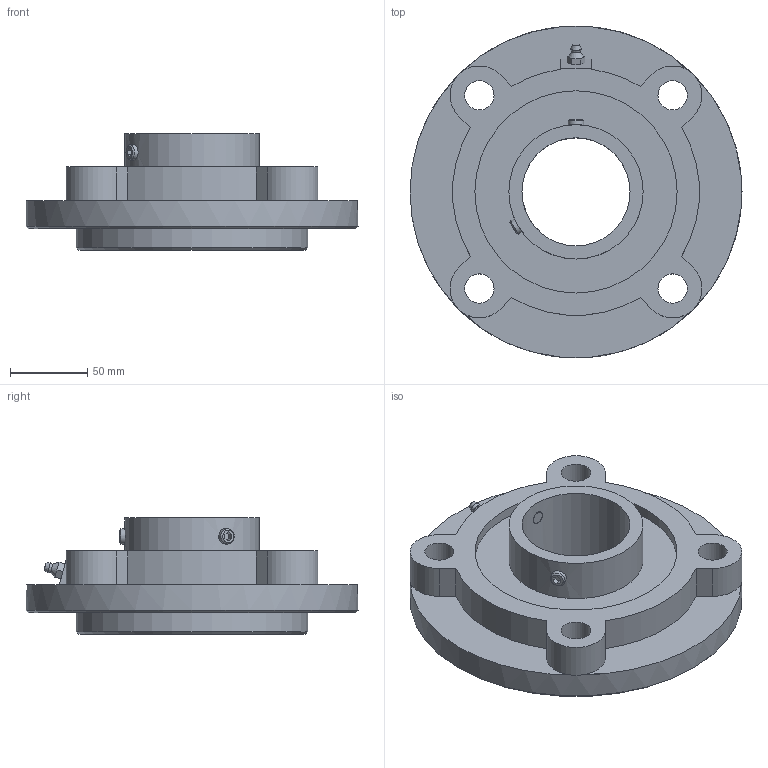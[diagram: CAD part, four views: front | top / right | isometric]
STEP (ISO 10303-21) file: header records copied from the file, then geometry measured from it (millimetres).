
FILE_DESCRIPTION( ( 'STEP AP203' ), '1' );
FILE_NAME( 'UCFC214D1(70,D1).stp', '2019-08-08T08:33:20', ( '' ), ( '' ), ' ', 'PARTsolutions', ' ' );
FILE_SCHEMA( ( 'CONFIG_CONTROL_DESIGN' ) );
Length unit declared in the file: millimetre
Products named in the file (3): UCFC214D1(70,D1); _UCFC214D1UCFC Housing; _GA-PF1/8GNUCFC
Assembly tree (2 placements, depth 2):
  UCFC214D1(70,D1)
    _UCFC214D1UCFC Housing
    _GA-PF1/8GNUCFC
Bounding box: 215 x 215 x 75.4 mm (x, y, z)
Volume: 1057008.1 mm3; surface area: 142022.8 mm2
Topology: 2 solids, 2 shells, 87 faces, 203 edges, 131 vertices
Faces by surface type: plane 54, cylinder 24, cone 9
Full cylindrical faces by diameter (mm): 8.466 x2, 10 x2, 19 x4, 70 x1, 87 x2, 131 x2, 150 x1, 215 x1
Entity records: 2696 total; most frequent: CARTESIAN_POINT 666, DIRECTION 414, ORIENTED_EDGE 344, EDGE_CURVE 172, AXIS2_PLACEMENT_3D 156, EDGE_LOOP 132, VERTEX_POINT 124, FACE_OUTER_BOUND 102
